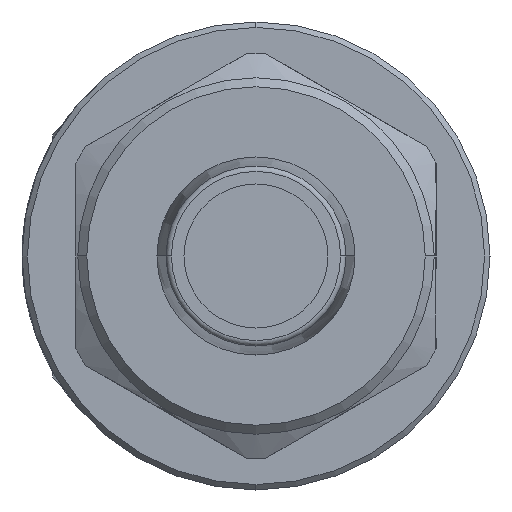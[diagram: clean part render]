
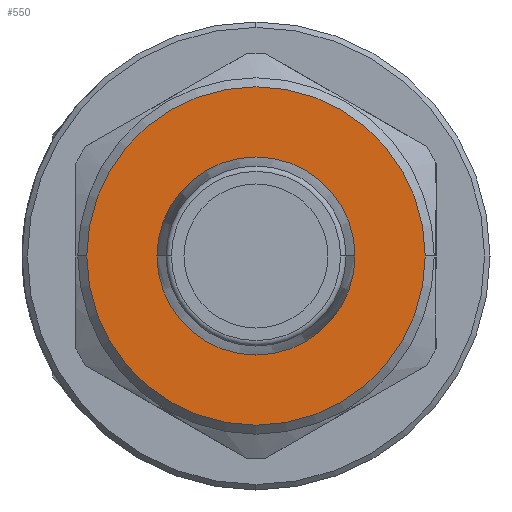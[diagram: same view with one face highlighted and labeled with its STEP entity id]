
A CAD part, left-side view. The second image highlights one B-rep face of the part: STEP entity #550.
In plain terms, the highlighted planar face has unit normal (-1, 0, 0).
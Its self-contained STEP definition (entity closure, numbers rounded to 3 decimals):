
#77 = CIRCLE ( 'NONE', #89, 5.5 ) ;
#87 = CIRCLE ( 'NONE', #91, 9.4 ) ;
#89 = AXIS2_PLACEMENT_3D ( 'NONE', #4040, #4038, #4037 ) ;
#91 = AXIS2_PLACEMENT_3D ( 'NONE', #4026, #4025, #4024 ) ;
#97 = AXIS2_PLACEMENT_3D ( 'NONE', #4079, #4078, #4077 ) ;
#550 = ADVANCED_FACE ( 'NONE', ( #4551, #4388 ), #4080, .T. ) ;
#560 = EDGE_CURVE ( 'NONE', #4778, #4828, #77, .T. ) ;
#563 = EDGE_CURVE ( 'NONE', #4746, #4812, #87, .T. ) ;
#591 = AXIS2_PLACEMENT_3D ( 'NONE', #2685, #2686, #2687 ) ;
#937 = ORIENTED_EDGE ( 'NONE', *, *, #560, .F. ) ;
#950 = ORIENTED_EDGE ( 'NONE', *, *, #5139, .T. ) ;
#1093 = ORIENTED_EDGE ( 'NONE', *, *, #563, .T. ) ;
#1095 = ORIENTED_EDGE ( 'NONE', *, *, #5222, .F. ) ;
#1149 = EDGE_LOOP ( 'NONE', ( #937, #1095 ) ) ;
#1185 = EDGE_LOOP ( 'NONE', ( #1093, #950 ) ) ;
#2055 = CARTESIAN_POINT ( 'NONE',  ( -51.8, 9.4, 0. ) ) ;
#2067 = CARTESIAN_POINT ( 'NONE',  ( -51.8, -5.5, 0. ) ) ;
#2082 = CARTESIAN_POINT ( 'NONE',  ( -51.8, -9.4, 0. ) ) ;
#2098 = CARTESIAN_POINT ( 'NONE',  ( -51.8, 5.5, 0. ) ) ;
#2373 = CARTESIAN_POINT ( 'NONE',  ( -51.8, 0., 0. ) ) ;
#2374 = DIRECTION ( 'NONE',  ( -1., 0., 0. ) ) ;
#2375 = DIRECTION ( 'NONE',  ( 0., -1., 0. ) ) ;
#2456 = CIRCLE ( 'NONE', #591, 9.4 ) ;
#2685 = CARTESIAN_POINT ( 'NONE',  ( -51.8, 0., 0. ) ) ;
#2686 = DIRECTION ( 'NONE',  ( -1., 0., 0. ) ) ;
#2687 = DIRECTION ( 'NONE',  ( 0., -1., 0. ) ) ;
#4024 = DIRECTION ( 'NONE',  ( 0., -1., 0. ) ) ;
#4025 = DIRECTION ( 'NONE',  ( -1., 0., 0. ) ) ;
#4026 = CARTESIAN_POINT ( 'NONE',  ( -51.8, 0., 0. ) ) ;
#4037 = DIRECTION ( 'NONE',  ( 0., -1., 0. ) ) ;
#4038 = DIRECTION ( 'NONE',  ( -1., 0., 0. ) ) ;
#4040 = CARTESIAN_POINT ( 'NONE',  ( -51.8, 0., 0. ) ) ;
#4077 = DIRECTION ( 'NONE',  ( 0., -1., 0. ) ) ;
#4078 = DIRECTION ( 'NONE',  ( -1., 0., 0. ) ) ;
#4079 = CARTESIAN_POINT ( 'NONE',  ( -51.8, 0., 5.5 ) ) ;
#4080 = PLANE ( 'NONE',  #97 ) ;
#4388 = FACE_BOUND ( 'NONE', #1149, .T. ) ;
#4551 = FACE_OUTER_BOUND ( 'NONE', #1185, .T. ) ;
#4746 = VERTEX_POINT ( 'NONE', #2055 ) ;
#4778 = VERTEX_POINT ( 'NONE', #2067 ) ;
#4812 = VERTEX_POINT ( 'NONE', #2082 ) ;
#4828 = VERTEX_POINT ( 'NONE', #2098 ) ;
#4951 = AXIS2_PLACEMENT_3D ( 'NONE', #2373, #2374, #2375 ) ;
#4990 = CIRCLE ( 'NONE', #4951, 5.5 ) ;
#5139 = EDGE_CURVE ( 'NONE', #4812, #4746, #2456, .T. ) ;
#5222 = EDGE_CURVE ( 'NONE', #4828, #4778, #4990, .T. ) ;
